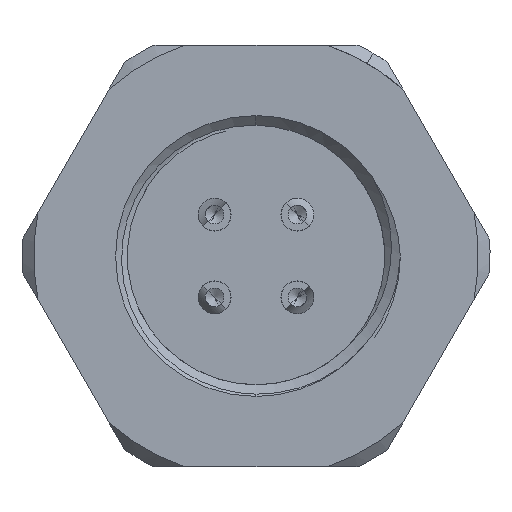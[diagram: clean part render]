
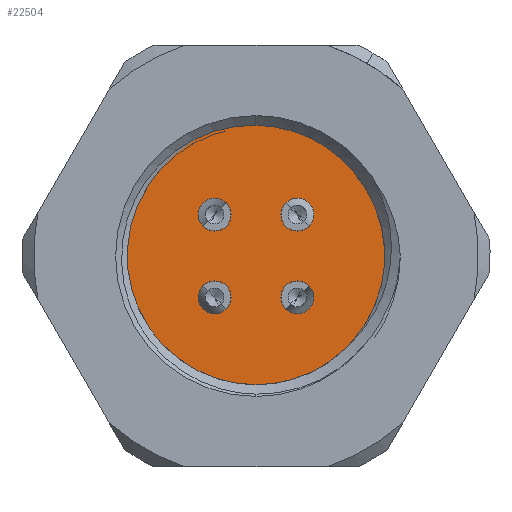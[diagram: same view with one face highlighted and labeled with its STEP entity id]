
A CAD part, left-side view. The second image highlights one B-rep face of the part: STEP entity #22504.
In plain terms, the highlighted planar face has unit normal (-1, 0, 0).
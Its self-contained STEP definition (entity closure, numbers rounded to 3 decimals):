
#359 = CARTESIAN_POINT ( 'NONE',  ( -13., 0., 0. ) ) ;
#373 = CARTESIAN_POINT ( 'NONE',  ( -13., -1.768, 1.768 ) ) ;
#801 = ORIENTED_EDGE ( 'NONE', *, *, #6787, .F. ) ;
#821 = DIRECTION ( 'NONE',  ( 0., -1., 0. ) ) ;
#863 = ORIENTED_EDGE ( 'NONE', *, *, #7981, .F. ) ;
#1063 = VERTEX_POINT ( 'NONE', #11408 ) ;
#1103 = DIRECTION ( 'NONE',  ( 0., 1., 0. ) ) ;
#1447 = DIRECTION ( 'NONE',  ( 1., 0., 0. ) ) ;
#1515 = DIRECTION ( 'NONE',  ( 1., 0., 0. ) ) ;
#1788 = ORIENTED_EDGE ( 'NONE', *, *, #11379, .F. ) ;
#1846 = FACE_BOUND ( 'NONE', #16398, .T. ) ;
#1869 = CIRCLE ( 'NONE', #20464, 6. ) ;
#1915 = VERTEX_POINT ( 'NONE', #22154 ) ;
#2060 = CARTESIAN_POINT ( 'NONE',  ( -13., 1.768, 1.768 ) ) ;
#2524 = CIRCLE ( 'NONE', #5442, 0.7 ) ;
#2950 = AXIS2_PLACEMENT_3D ( 'NONE', #4511, #11475, #20250 ) ;
#3285 = EDGE_LOOP ( 'NONE', ( #863, #6304 ) ) ;
#3940 = VERTEX_POINT ( 'NONE', #4910 ) ;
#4439 = CIRCLE ( 'NONE', #18615, 0.7 ) ;
#4511 = CARTESIAN_POINT ( 'NONE',  ( -13., -1.768, -1.768 ) ) ;
#4535 = DIRECTION ( 'NONE',  ( 0., -1., 0. ) ) ;
#4762 = DIRECTION ( 'NONE',  ( 0., -1., 0. ) ) ;
#4775 = EDGE_CURVE ( 'NONE', #5967, #1063, #1869, .T. ) ;
#4910 = CARTESIAN_POINT ( 'NONE',  ( -13., -2.468, -1.768 ) ) ;
#4930 = CARTESIAN_POINT ( 'NONE',  ( -13., -1.068, 1.768 ) ) ;
#4934 = ORIENTED_EDGE ( 'NONE', *, *, #8700, .F. ) ;
#5442 = AXIS2_PLACEMENT_3D ( 'NONE', #12629, #9324, #14783 ) ;
#5483 = EDGE_CURVE ( 'NONE', #9513, #1915, #9168, .T. ) ;
#5524 = AXIS2_PLACEMENT_3D ( 'NONE', #14912, #8078, #4535 ) ;
#5940 = ORIENTED_EDGE ( 'NONE', *, *, #5483, .F. ) ;
#5967 = VERTEX_POINT ( 'NONE', #8781 ) ;
#6103 = VERTEX_POINT ( 'NONE', #19599 ) ;
#6224 = CIRCLE ( 'NONE', #2950, 0.7 ) ;
#6304 = ORIENTED_EDGE ( 'NONE', *, *, #4775, .F. ) ;
#6675 = CARTESIAN_POINT ( 'NONE',  ( -13., 1.068, -1.768 ) ) ;
#6787 = EDGE_CURVE ( 'NONE', #15407, #3940, #4439, .T. ) ;
#7104 = DIRECTION ( 'NONE',  ( 0., 1., 0. ) ) ;
#7725 = DIRECTION ( 'NONE',  ( -1., 0., 0. ) ) ;
#7981 = EDGE_CURVE ( 'NONE', #1063, #5967, #22237, .T. ) ;
#8078 = DIRECTION ( 'NONE',  ( -1., 0., 0. ) ) ;
#8082 = DIRECTION ( 'NONE',  ( -1., 0., 0. ) ) ;
#8185 = EDGE_LOOP ( 'NONE', ( #5940, #16060 ) ) ;
#8700 = EDGE_CURVE ( 'NONE', #16515, #8885, #9871, .T. ) ;
#8781 = CARTESIAN_POINT ( 'NONE',  ( -13., -6., 0. ) ) ;
#8885 = VERTEX_POINT ( 'NONE', #13595 ) ;
#8918 = VERTEX_POINT ( 'NONE', #4930 ) ;
#9047 = FACE_OUTER_BOUND ( 'NONE', #3285, .T. ) ;
#9082 = CIRCLE ( 'NONE', #21816, 0.7 ) ;
#9168 = CIRCLE ( 'NONE', #17176, 0.7 ) ;
#9324 = DIRECTION ( 'NONE',  ( -1., 0., 0. ) ) ;
#9513 = VERTEX_POINT ( 'NONE', #10128 ) ;
#9871 = CIRCLE ( 'NONE', #17891, 0.7 ) ;
#10024 = CARTESIAN_POINT ( 'NONE',  ( -13., -1.768, -1.768 ) ) ;
#10128 = CARTESIAN_POINT ( 'NONE',  ( -13., 1.068, 1.768 ) ) ;
#10405 = EDGE_CURVE ( 'NONE', #8918, #6103, #15720, .T. ) ;
#11145 = DIRECTION ( 'NONE',  ( 0., -1., 0. ) ) ;
#11212 = DIRECTION ( 'NONE',  ( -1., 0., 0. ) ) ;
#11379 = EDGE_CURVE ( 'NONE', #8885, #16515, #13907, .T. ) ;
#11384 = EDGE_LOOP ( 'NONE', ( #12364, #18787 ) ) ;
#11408 = CARTESIAN_POINT ( 'NONE',  ( -13., 6., 0. ) ) ;
#11475 = DIRECTION ( 'NONE',  ( -1., 0., 0. ) ) ;
#12128 = CARTESIAN_POINT ( 'NONE',  ( -13., 0., 0. ) ) ;
#12241 = FACE_BOUND ( 'NONE', #8185, .T. ) ;
#12364 = ORIENTED_EDGE ( 'NONE', *, *, #20264, .F. ) ;
#12583 = FACE_BOUND ( 'NONE', #11384, .T. ) ;
#12629 = CARTESIAN_POINT ( 'NONE',  ( -13., 1.768, 1.768 ) ) ;
#13423 = EDGE_CURVE ( 'NONE', #3940, #15407, #6224, .T. ) ;
#13595 = CARTESIAN_POINT ( 'NONE',  ( -13., 2.468, -1.768 ) ) ;
#13907 = CIRCLE ( 'NONE', #5524, 0.7 ) ;
#14070 = DIRECTION ( 'NONE',  ( 0., -1., 0. ) ) ;
#14398 = DIRECTION ( 'NONE',  ( -1., 0., 0. ) ) ;
#14576 = CARTESIAN_POINT ( 'NONE',  ( -13., -1.068, -1.768 ) ) ;
#14783 = DIRECTION ( 'NONE',  ( 0., -1., 0. ) ) ;
#14912 = CARTESIAN_POINT ( 'NONE',  ( -13., 1.768, -1.768 ) ) ;
#15195 = CARTESIAN_POINT ( 'NONE',  ( -13., 1.768, -1.768 ) ) ;
#15345 = AXIS2_PLACEMENT_3D ( 'NONE', #373, #21142, #14070 ) ;
#15407 = VERTEX_POINT ( 'NONE', #14576 ) ;
#15720 = CIRCLE ( 'NONE', #15345, 0.7 ) ;
#16003 = PLANE ( 'NONE',  #20413 ) ;
#16060 = ORIENTED_EDGE ( 'NONE', *, *, #20212, .F. ) ;
#16398 = EDGE_LOOP ( 'NONE', ( #21076, #801 ) ) ;
#16515 = VERTEX_POINT ( 'NONE', #6675 ) ;
#17176 = AXIS2_PLACEMENT_3D ( 'NONE', #2060, #21002, #17470 ) ;
#17470 = DIRECTION ( 'NONE',  ( 0., -1., 0. ) ) ;
#17483 = DIRECTION ( 'NONE',  ( 0., -1., 0. ) ) ;
#17891 = AXIS2_PLACEMENT_3D ( 'NONE', #15195, #11212, #821 ) ;
#18615 = AXIS2_PLACEMENT_3D ( 'NONE', #10024, #8082, #4762 ) ;
#18787 = ORIENTED_EDGE ( 'NONE', *, *, #10405, .F. ) ;
#19535 = FACE_BOUND ( 'NONE', #22139, .T. ) ;
#19599 = CARTESIAN_POINT ( 'NONE',  ( -13., -2.468, 1.768 ) ) ;
#20212 = EDGE_CURVE ( 'NONE', #1915, #9513, #2524, .T. ) ;
#20250 = DIRECTION ( 'NONE',  ( 0., -1., 0. ) ) ;
#20264 = EDGE_CURVE ( 'NONE', #6103, #8918, #9082, .T. ) ;
#20413 = AXIS2_PLACEMENT_3D ( 'NONE', #359, #14398, #17483 ) ;
#20464 = AXIS2_PLACEMENT_3D ( 'NONE', #21750, #1447, #1103 ) ;
#21002 = DIRECTION ( 'NONE',  ( -1., 0., 0. ) ) ;
#21076 = ORIENTED_EDGE ( 'NONE', *, *, #13423, .F. ) ;
#21142 = DIRECTION ( 'NONE',  ( -1., 0., 0. ) ) ;
#21150 = AXIS2_PLACEMENT_3D ( 'NONE', #12128, #1515, #7104 ) ;
#21506 = CARTESIAN_POINT ( 'NONE',  ( -13., -1.768, 1.768 ) ) ;
#21750 = CARTESIAN_POINT ( 'NONE',  ( -13., 0., 0. ) ) ;
#21816 = AXIS2_PLACEMENT_3D ( 'NONE', #21506, #7725, #11145 ) ;
#22139 = EDGE_LOOP ( 'NONE', ( #4934, #1788 ) ) ;
#22154 = CARTESIAN_POINT ( 'NONE',  ( -13., 2.468, 1.768 ) ) ;
#22237 = CIRCLE ( 'NONE', #21150, 6. ) ;
#22504 = ADVANCED_FACE ( 'NONE', ( #12241, #1846, #12583, #19535, #9047 ), #16003, .T. ) ;
